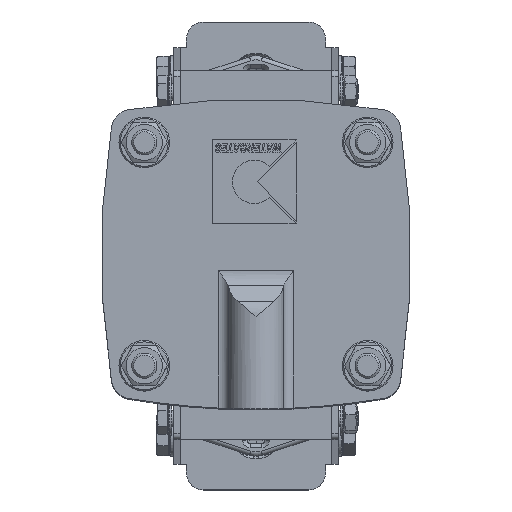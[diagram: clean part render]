
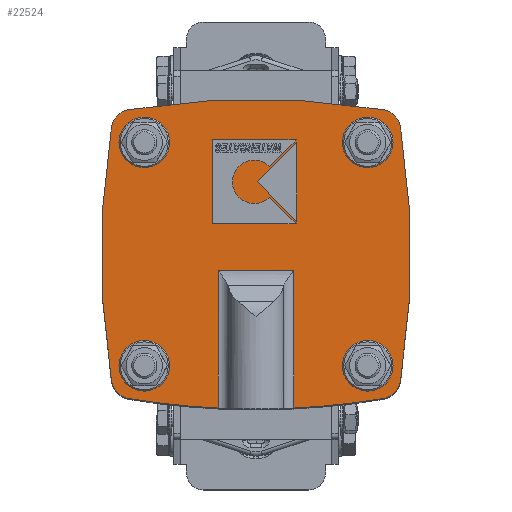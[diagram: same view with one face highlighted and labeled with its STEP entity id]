
A CAD part, top view. The second image highlights one B-rep face of the part: STEP entity #22524.
In plain terms, the highlighted planar face has unit normal (0, 0, 1).
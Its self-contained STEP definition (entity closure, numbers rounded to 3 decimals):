
#1314=FACE_BOUND('',#4485,.T.);
#1315=FACE_BOUND('',#4486,.T.);
#1316=FACE_BOUND('',#4487,.T.);
#1317=FACE_BOUND('',#4488,.T.);
#1318=FACE_BOUND('',#4489,.T.);
#1319=FACE_BOUND('',#4490,.T.);
#1873=PLANE('',#24709);
#3065=FACE_OUTER_BOUND('',#4484,.T.);
#4484=EDGE_LOOP('',(#20098,#20099,#20100,#20101,#20102,#20103,#20104,#20105,
#20106,#20107,#20108,#20109));
#4485=EDGE_LOOP('',(#20110,#20111,#20112));
#4486=EDGE_LOOP('',(#20113,#20114,#20115,#20116,#20117,#20118));
#4487=EDGE_LOOP('',(#20119));
#4488=EDGE_LOOP('',(#20120));
#4489=EDGE_LOOP('',(#20121));
#4490=EDGE_LOOP('',(#20122));
#6293=LINE('',#40620,#8119);
#6296=LINE('',#40625,#8122);
#6297=LINE('',#40627,#8123);
#6299=LINE('',#40632,#8125);
#6303=LINE('',#40641,#8129);
#6304=LINE('',#40644,#8130);
#6306=LINE('',#40648,#8132);
#6308=LINE('',#40651,#8134);
#6309=LINE('',#40668,#8135);
#6310=LINE('',#40689,#8136);
#6320=LINE('',#40743,#8146);
#8119=VECTOR('',#30051,10.);
#8122=VECTOR('',#30056,10.);
#8123=VECTOR('',#30059,10.);
#8125=VECTOR('',#30063,10.);
#8129=VECTOR('',#30073,10.);
#8130=VECTOR('',#30076,10.);
#8132=VECTOR('',#30080,10.);
#8134=VECTOR('',#30084,10.);
#8135=VECTOR('',#30091,10.);
#8136=VECTOR('',#30094,10.);
#8146=VECTOR('',#30148,10.);
#9120=CIRCLE('',#24678,10.303);
#9125=CIRCLE('',#24696,6.5);
#9127=CIRCLE('',#24699,6.5);
#9129=CIRCLE('',#24702,6.5);
#9131=CIRCLE('',#24705,6.5);
#9132=CIRCLE('',#24710,368.5);
#9133=CIRCLE('',#24711,10.);
#9134=CIRCLE('',#24712,368.5);
#9135=CIRCLE('',#24713,10.);
#9136=CIRCLE('',#24714,368.5);
#9137=CIRCLE('',#24715,10.);
#9138=CIRCLE('',#24716,368.5);
#9139=CIRCLE('',#24717,10.);
#9140=CIRCLE('',#24718,368.5);
#11044=VERTEX_POINT('',#40617);
#11045=VERTEX_POINT('',#40619);
#11046=VERTEX_POINT('',#40623);
#11047=VERTEX_POINT('',#40629);
#11048=VERTEX_POINT('',#40631);
#11049=VERTEX_POINT('',#40635);
#11050=VERTEX_POINT('',#40639);
#11051=VERTEX_POINT('',#40643);
#11052=VERTEX_POINT('',#40647);
#11054=VERTEX_POINT('',#40656);
#11055=VERTEX_POINT('',#40667);
#11056=VERTEX_POINT('',#40678);
#11058=VERTEX_POINT('',#40688);
#11064=VERTEX_POINT('',#40717);
#11066=VERTEX_POINT('',#40723);
#11068=VERTEX_POINT('',#40729);
#11070=VERTEX_POINT('',#40735);
#11071=VERTEX_POINT('',#40745);
#11072=VERTEX_POINT('',#40747);
#11073=VERTEX_POINT('',#40749);
#11074=VERTEX_POINT('',#40751);
#11075=VERTEX_POINT('',#40753);
#11076=VERTEX_POINT('',#40755);
#11077=VERTEX_POINT('',#40757);
#11078=VERTEX_POINT('',#40759);
#14088=EDGE_CURVE('',#11045,#11044,#6293,.T.);
#14091=EDGE_CURVE('',#11044,#11046,#6296,.T.);
#14092=EDGE_CURVE('',#11046,#11045,#6297,.T.);
#14094=EDGE_CURVE('',#11048,#11047,#6299,.T.);
#14097=EDGE_CURVE('',#11047,#11049,#9120,.T.);
#14099=EDGE_CURVE('',#11049,#11050,#6303,.T.);
#14100=EDGE_CURVE('',#11051,#11048,#6304,.T.);
#14102=EDGE_CURVE('',#11052,#11051,#6306,.T.);
#14104=EDGE_CURVE('',#11050,#11052,#6308,.T.);
#14107=EDGE_CURVE('',#11054,#11055,#6309,.T.);
#14110=EDGE_CURVE('',#11056,#11058,#6310,.T.);
#14121=EDGE_CURVE('',#11064,#11064,#9125,.T.);
#14124=EDGE_CURVE('',#11066,#11066,#9127,.T.);
#14127=EDGE_CURVE('',#11068,#11068,#9129,.T.);
#14130=EDGE_CURVE('',#11070,#11070,#9131,.T.);
#14133=EDGE_CURVE('',#11055,#11056,#6320,.T.);
#14134=EDGE_CURVE('',#11071,#11054,#9132,.T.);
#14135=EDGE_CURVE('',#11072,#11071,#9133,.T.);
#14136=EDGE_CURVE('',#11073,#11072,#9134,.T.);
#14137=EDGE_CURVE('',#11074,#11073,#9135,.T.);
#14138=EDGE_CURVE('',#11075,#11074,#9136,.T.);
#14139=EDGE_CURVE('',#11076,#11075,#9137,.T.);
#14140=EDGE_CURVE('',#11077,#11076,#9138,.T.);
#14141=EDGE_CURVE('',#11078,#11077,#9139,.T.);
#14142=EDGE_CURVE('',#11058,#11078,#9140,.T.);
#20098=ORIENTED_EDGE('',*,*,#14107,.F.);
#20099=ORIENTED_EDGE('',*,*,#14134,.F.);
#20100=ORIENTED_EDGE('',*,*,#14135,.F.);
#20101=ORIENTED_EDGE('',*,*,#14136,.F.);
#20102=ORIENTED_EDGE('',*,*,#14137,.F.);
#20103=ORIENTED_EDGE('',*,*,#14138,.F.);
#20104=ORIENTED_EDGE('',*,*,#14139,.F.);
#20105=ORIENTED_EDGE('',*,*,#14140,.F.);
#20106=ORIENTED_EDGE('',*,*,#14141,.F.);
#20107=ORIENTED_EDGE('',*,*,#14142,.F.);
#20108=ORIENTED_EDGE('',*,*,#14110,.F.);
#20109=ORIENTED_EDGE('',*,*,#14133,.F.);
#20110=ORIENTED_EDGE('',*,*,#14088,.T.);
#20111=ORIENTED_EDGE('',*,*,#14091,.T.);
#20112=ORIENTED_EDGE('',*,*,#14092,.T.);
#20113=ORIENTED_EDGE('',*,*,#14094,.T.);
#20114=ORIENTED_EDGE('',*,*,#14097,.T.);
#20115=ORIENTED_EDGE('',*,*,#14099,.T.);
#20116=ORIENTED_EDGE('',*,*,#14104,.T.);
#20117=ORIENTED_EDGE('',*,*,#14102,.T.);
#20118=ORIENTED_EDGE('',*,*,#14100,.T.);
#20119=ORIENTED_EDGE('',*,*,#14121,.T.);
#20120=ORIENTED_EDGE('',*,*,#14124,.T.);
#20121=ORIENTED_EDGE('',*,*,#14127,.T.);
#20122=ORIENTED_EDGE('',*,*,#14130,.T.);
#22524=ADVANCED_FACE('',(#3065,#1314,#1315,#1316,#1317,#1318,#1319),#1873,
 .T.);
#24678=AXIS2_PLACEMENT_3D('',#40637,#30068,#30069);
#24696=AXIS2_PLACEMENT_3D('',#40719,#30117,#30118);
#24699=AXIS2_PLACEMENT_3D('',#40725,#30124,#30125);
#24702=AXIS2_PLACEMENT_3D('',#40731,#30131,#30132);
#24705=AXIS2_PLACEMENT_3D('',#40737,#30138,#30139);
#24709=AXIS2_PLACEMENT_3D('',#40744,#30149,#30150);
#24710=AXIS2_PLACEMENT_3D('',#40746,#30151,#30152);
#24711=AXIS2_PLACEMENT_3D('',#40748,#30153,#30154);
#24712=AXIS2_PLACEMENT_3D('',#40750,#30155,#30156);
#24713=AXIS2_PLACEMENT_3D('',#40752,#30157,#30158);
#24714=AXIS2_PLACEMENT_3D('',#40754,#30159,#30160);
#24715=AXIS2_PLACEMENT_3D('',#40756,#30161,#30162);
#24716=AXIS2_PLACEMENT_3D('',#40758,#30163,#30164);
#24717=AXIS2_PLACEMENT_3D('',#40760,#30165,#30166);
#24718=AXIS2_PLACEMENT_3D('',#40761,#30167,#30168);
#30051=DIRECTION('',(1.,0.,0.));
#30056=DIRECTION('',(-0.707,-0.707,0.));
#30059=DIRECTION('',(-0.707,0.707,0.));
#30063=DIRECTION('',(0.709,-0.705,0.));
#30068=DIRECTION('center_axis',(0.,0.,1.));
#30069=DIRECTION('ref_axis',(-0.703,0.711,0.));
#30073=DIRECTION('',(0.709,0.705,0.));
#30076=DIRECTION('',(0.,1.,0.));
#30080=DIRECTION('',(-1.,0.,0.));
#30084=DIRECTION('',(0.,-1.,0.));
#30091=DIRECTION('',(-1.,0.,0.));
#30094=DIRECTION('',(1.,0.,0.));
#30117=DIRECTION('center_axis',(0.,0.,-1.));
#30118=DIRECTION('ref_axis',(1.,0.,0.));
#30124=DIRECTION('center_axis',(0.,0.,-1.));
#30125=DIRECTION('ref_axis',(1.,0.,0.));
#30131=DIRECTION('center_axis',(0.,0.,-1.));
#30132=DIRECTION('ref_axis',(1.,0.,0.));
#30138=DIRECTION('center_axis',(0.,0.,-1.));
#30139=DIRECTION('ref_axis',(1.,0.,0.));
#30148=DIRECTION('',(0.,-1.,0.));
#30149=DIRECTION('center_axis',(0.,0.,1.));
#30150=DIRECTION('ref_axis',(1.,0.,0.));
#30151=DIRECTION('center_axis',(0.,0.,-1.));
#30152=DIRECTION('ref_axis',(0.987,-0.164,0.));
#30153=DIRECTION('center_axis',(0.,0.,-1.));
#30154=DIRECTION('ref_axis',(0.987,0.164,0.));
#30155=DIRECTION('center_axis',(0.,0.,-1.));
#30156=DIRECTION('ref_axis',(0.164,0.987,0.));
#30157=DIRECTION('center_axis',(0.,0.,-1.));
#30158=DIRECTION('ref_axis',(-0.164,0.987,0.));
#30159=DIRECTION('center_axis',(0.,0.,-1.));
#30160=DIRECTION('ref_axis',(-0.987,0.164,0.));
#30161=DIRECTION('center_axis',(0.,0.,-1.));
#30162=DIRECTION('ref_axis',(-0.987,-0.164,0.));
#30163=DIRECTION('center_axis',(0.,0.,-1.));
#30164=DIRECTION('ref_axis',(-0.164,-0.987,0.));
#30165=DIRECTION('center_axis',(0.,0.,-1.));
#30166=DIRECTION('ref_axis',(0.164,-0.987,0.));
#30167=DIRECTION('center_axis',(0.,0.,-1.));
#30168=DIRECTION('ref_axis',(0.987,-0.164,0.));
#40617=CARTESIAN_POINT('',(-15.528,19.26,15.));
#40619=CARTESIAN_POINT('',(-53.004,19.26,15.));
#40620=CARTESIAN_POINT('',(-7.764,19.26,15.));
#40623=CARTESIAN_POINT('',(-34.265,0.521,15.));
#40625=CARTESIAN_POINT('',(-25.83,8.957,15.));
#40627=CARTESIAN_POINT('',(-34.938,1.194,15.));
#40629=CARTESIAN_POINT('',(-41.512,6.458,15.));
#40631=CARTESIAN_POINT('',(-54.142,19.009,15.));
#40632=CARTESIAN_POINT('',(-29.454,-5.524,15.));
#40635=CARTESIAN_POINT('',(-27.021,6.458,15.));
#40637=CARTESIAN_POINT('Origin',(-34.266,-0.866,15.));
#40639=CARTESIAN_POINT('',(-14.391,19.009,15.));
#40641=CARTESIAN_POINT('',(-15.523,17.884,15.));
#40643=CARTESIAN_POINT('',(-54.142,-20.74,15.));
#40644=CARTESIAN_POINT('',(-54.142,9.504,15.));
#40647=CARTESIAN_POINT('',(-14.391,-20.74,15.));
#40648=CARTESIAN_POINT('',(-27.071,-20.74,15.));
#40651=CARTESIAN_POINT('',(-14.391,-10.37,15.));
#40656=CARTESIAN_POINT('',(73.069,17.812,15.));
#40667=CARTESIAN_POINT('',(7.858,17.812,15.));
#40668=CARTESIAN_POINT('',(73.5,17.812,15.));
#40678=CARTESIAN_POINT('',(7.858,-17.812,15.));
#40688=CARTESIAN_POINT('',(73.069,-17.812,15.));
#40689=CARTESIAN_POINT('',(73.5,-17.812,15.));
#40717=CARTESIAN_POINT('',(-59.5,-53.,15.));
#40719=CARTESIAN_POINT('Origin',(-53.,-53.,15.));
#40723=CARTESIAN_POINT('',(46.5,53.,15.));
#40725=CARTESIAN_POINT('Origin',(53.,53.,15.));
#40729=CARTESIAN_POINT('',(46.5,-53.,15.));
#40731=CARTESIAN_POINT('Origin',(53.,-53.,15.));
#40735=CARTESIAN_POINT('',(-59.5,53.,15.));
#40737=CARTESIAN_POINT('Origin',(-53.,53.,15.));
#40743=CARTESIAN_POINT('',(7.858,0.,15.));
#40744=CARTESIAN_POINT('Origin',(0.,0.,
15.));
#40745=CARTESIAN_POINT('',(68.532,60.304,15.));
#40746=CARTESIAN_POINT('Origin',(-295.,0.,
15.));
#40747=CARTESIAN_POINT('',(60.304,68.532,15.));
#40748=CARTESIAN_POINT('Origin',(58.667,58.667,15.));
#40749=CARTESIAN_POINT('',(-60.304,68.532,15.));
#40750=CARTESIAN_POINT('Origin',(0.,-295.,
15.));
#40751=CARTESIAN_POINT('',(-68.532,60.304,15.));
#40752=CARTESIAN_POINT('Origin',(-58.667,58.667,15.));
#40753=CARTESIAN_POINT('',(-68.532,-60.304,15.));
#40754=CARTESIAN_POINT('Origin',(295.,0.,
15.));
#40755=CARTESIAN_POINT('',(-60.304,-68.532,15.));
#40756=CARTESIAN_POINT('Origin',(-58.667,-58.667,15.));
#40757=CARTESIAN_POINT('',(60.304,-68.532,15.));
#40758=CARTESIAN_POINT('Origin',(0.,295.,
15.));
#40759=CARTESIAN_POINT('',(68.532,-60.304,15.));
#40760=CARTESIAN_POINT('Origin',(58.667,-58.667,15.));
#40761=CARTESIAN_POINT('Origin',(-295.,0.,
15.));
